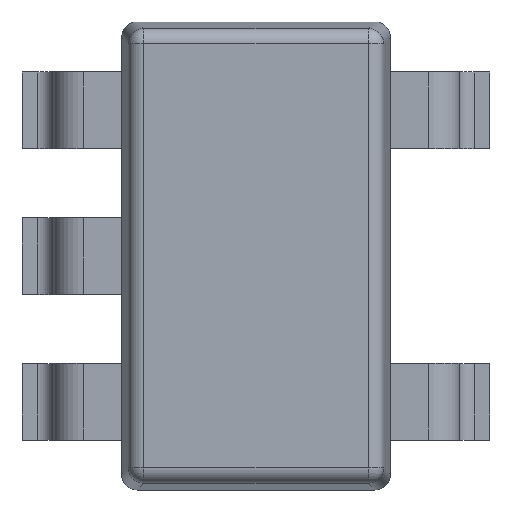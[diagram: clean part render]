
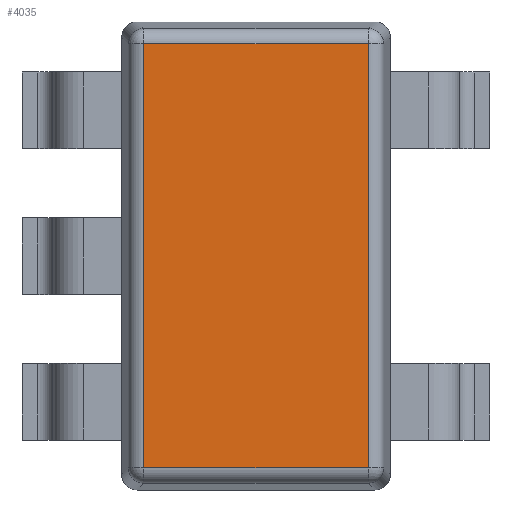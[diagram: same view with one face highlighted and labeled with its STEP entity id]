
A CAD part, top view. The second image highlights one B-rep face of the part: STEP entity #4035.
In plain terms, the highlighted planar face has unit normal (0, 0, 1).
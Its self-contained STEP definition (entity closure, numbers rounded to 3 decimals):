
#3244 = CYLINDRICAL_SURFACE('',#3245,0.1);
#3245 = AXIS2_PLACEMENT_3D('',#3246,#3247,#3248);
#3246 = CARTESIAN_POINT('',(0.143,0.053,1.));
#3247 = DIRECTION('',(0.,1.,0.));
#3248 = DIRECTION('',(-0.995,0.,0.105));
#3365 = CYLINDRICAL_SURFACE('',#3366,0.1);
#3366 = AXIS2_PLACEMENT_3D('',#3367,#3368,#3369);
#3367 = CARTESIAN_POINT('',(0.053,0.143,1.));
#3368 = DIRECTION('',(1.,0.,0.));
#3369 = DIRECTION('',(0.,-0.995,0.105));
#3486 = CYLINDRICAL_SURFACE('',#3487,0.1);
#3487 = AXIS2_PLACEMENT_3D('',#3488,#3489,#3490);
#3488 = CARTESIAN_POINT('',(0.053,2.907,1.));
#3489 = DIRECTION('',(1.,0.,0.));
#3490 = DIRECTION('',(0.,0.995,0.105));
#3562 = CYLINDRICAL_SURFACE('',#3563,0.1);
#3563 = AXIS2_PLACEMENT_3D('',#3564,#3565,#3566);
#3564 = CARTESIAN_POINT('',(1.607,0.053,1.));
#3565 = DIRECTION('',(0.,1.,0.));
#3566 = DIRECTION('',(0.995,0.,0.105));
#3670 = VERTEX_POINT('',#3671);
#3671 = CARTESIAN_POINT('',(0.143,0.143,1.1));
#3699 = EDGE_CURVE('',#3670,#3700,#3702,.T.);
#3700 = VERTEX_POINT('',#3701);
#3701 = CARTESIAN_POINT('',(0.143,2.907,1.1));
#3702 = SURFACE_CURVE('',#3703,(#3707,#3714),.PCURVE_S1.);
#3703 = LINE('',#3704,#3705);
#3704 = CARTESIAN_POINT('',(0.143,0.053,1.1));
#3705 = VECTOR('',#3706,1.);
#3706 = DIRECTION('',(0.,1.,0.));
#3707 = PCURVE('',#3244,#3708);
#3708 = DEFINITIONAL_REPRESENTATION('',(#3709),#3713);
#3709 = LINE('',#3710,#3711);
#3710 = CARTESIAN_POINT('',(1.466,0.));
#3711 = VECTOR('',#3712,1.);
#3712 = DIRECTION('',(0.,1.));
#3713 = ( GEOMETRIC_REPRESENTATION_CONTEXT(2) 
PARAMETRIC_REPRESENTATION_CONTEXT() REPRESENTATION_CONTEXT('2D SPACE',''
  ) );
#3714 = PCURVE('',#3715,#3720);
#3715 = PLANE('',#3716);
#3716 = AXIS2_PLACEMENT_3D('',#3717,#3718,#3719);
#3717 = CARTESIAN_POINT('',(0.,0.,1.1));
#3718 = DIRECTION('',(0.,0.,1.));
#3719 = DIRECTION('',(1.,0.,0.));
#3720 = DEFINITIONAL_REPRESENTATION('',(#3721),#3725);
#3721 = LINE('',#3722,#3723);
#3722 = CARTESIAN_POINT('',(0.143,0.053));
#3723 = VECTOR('',#3724,1.);
#3724 = DIRECTION('',(0.,1.));
#3725 = ( GEOMETRIC_REPRESENTATION_CONTEXT(2) 
PARAMETRIC_REPRESENTATION_CONTEXT() REPRESENTATION_CONTEXT('2D SPACE',''
  ) );
#3783 = VERTEX_POINT('',#3784);
#3784 = CARTESIAN_POINT('',(1.607,0.143,1.1));
#3804 = EDGE_CURVE('',#3670,#3783,#3805,.T.);
#3805 = SURFACE_CURVE('',#3806,(#3810,#3817),.PCURVE_S1.);
#3806 = LINE('',#3807,#3808);
#3807 = CARTESIAN_POINT('',(0.053,0.143,1.1));
#3808 = VECTOR('',#3809,1.);
#3809 = DIRECTION('',(1.,0.,0.));
#3810 = PCURVE('',#3365,#3811);
#3811 = DEFINITIONAL_REPRESENTATION('',(#3812),#3816);
#3812 = LINE('',#3813,#3814);
#3813 = CARTESIAN_POINT('',(4.817,0.));
#3814 = VECTOR('',#3815,1.);
#3815 = DIRECTION('',(0.,1.));
#3816 = ( GEOMETRIC_REPRESENTATION_CONTEXT(2) 
PARAMETRIC_REPRESENTATION_CONTEXT() REPRESENTATION_CONTEXT('2D SPACE',''
  ) );
#3817 = PCURVE('',#3715,#3818);
#3818 = DEFINITIONAL_REPRESENTATION('',(#3819),#3823);
#3819 = LINE('',#3820,#3821);
#3820 = CARTESIAN_POINT('',(0.053,0.143));
#3821 = VECTOR('',#3822,1.);
#3822 = DIRECTION('',(1.,0.));
#3823 = ( GEOMETRIC_REPRESENTATION_CONTEXT(2) 
PARAMETRIC_REPRESENTATION_CONTEXT() REPRESENTATION_CONTEXT('2D SPACE',''
  ) );
#3907 = EDGE_CURVE('',#3700,#3908,#3910,.T.);
#3908 = VERTEX_POINT('',#3909);
#3909 = CARTESIAN_POINT('',(1.607,2.907,1.1));
#3910 = SURFACE_CURVE('',#3911,(#3915,#3922),.PCURVE_S1.);
#3911 = LINE('',#3912,#3913);
#3912 = CARTESIAN_POINT('',(0.053,2.907,1.1));
#3913 = VECTOR('',#3914,1.);
#3914 = DIRECTION('',(1.,0.,0.));
#3915 = PCURVE('',#3486,#3916);
#3916 = DEFINITIONAL_REPRESENTATION('',(#3917),#3921);
#3917 = LINE('',#3918,#3919);
#3918 = CARTESIAN_POINT('',(1.466,0.));
#3919 = VECTOR('',#3920,1.);
#3920 = DIRECTION('',(0.,1.));
#3921 = ( GEOMETRIC_REPRESENTATION_CONTEXT(2) 
PARAMETRIC_REPRESENTATION_CONTEXT() REPRESENTATION_CONTEXT('2D SPACE',''
  ) );
#3922 = PCURVE('',#3715,#3923);
#3923 = DEFINITIONAL_REPRESENTATION('',(#3924),#3928);
#3924 = LINE('',#3925,#3926);
#3925 = CARTESIAN_POINT('',(0.053,2.907));
#3926 = VECTOR('',#3927,1.);
#3927 = DIRECTION('',(1.,0.));
#3928 = ( GEOMETRIC_REPRESENTATION_CONTEXT(2) 
PARAMETRIC_REPRESENTATION_CONTEXT() REPRESENTATION_CONTEXT('2D SPACE',''
  ) );
#3974 = EDGE_CURVE('',#3783,#3908,#3975,.T.);
#3975 = SURFACE_CURVE('',#3976,(#3980,#3987),.PCURVE_S1.);
#3976 = LINE('',#3977,#3978);
#3977 = CARTESIAN_POINT('',(1.607,0.053,1.1));
#3978 = VECTOR('',#3979,1.);
#3979 = DIRECTION('',(0.,1.,0.));
#3980 = PCURVE('',#3562,#3981);
#3981 = DEFINITIONAL_REPRESENTATION('',(#3982),#3986);
#3982 = LINE('',#3983,#3984);
#3983 = CARTESIAN_POINT('',(4.817,0.));
#3984 = VECTOR('',#3985,1.);
#3985 = DIRECTION('',(0.,1.));
#3986 = ( GEOMETRIC_REPRESENTATION_CONTEXT(2) 
PARAMETRIC_REPRESENTATION_CONTEXT() REPRESENTATION_CONTEXT('2D SPACE',''
  ) );
#3987 = PCURVE('',#3715,#3988);
#3988 = DEFINITIONAL_REPRESENTATION('',(#3989),#3993);
#3989 = LINE('',#3990,#3991);
#3990 = CARTESIAN_POINT('',(1.607,0.053));
#3991 = VECTOR('',#3992,1.);
#3992 = DIRECTION('',(0.,1.));
#3993 = ( GEOMETRIC_REPRESENTATION_CONTEXT(2) 
PARAMETRIC_REPRESENTATION_CONTEXT() REPRESENTATION_CONTEXT('2D SPACE',''
  ) );
#4035 = ADVANCED_FACE('',(#4036),#3715,.T.);
#4036 = FACE_BOUND('',#4037,.T.);
#4037 = EDGE_LOOP('',(#4038,#4039,#4040,#4041));
#4038 = ORIENTED_EDGE('',*,*,#3699,.F.);
#4039 = ORIENTED_EDGE('',*,*,#3804,.T.);
#4040 = ORIENTED_EDGE('',*,*,#3974,.T.);
#4041 = ORIENTED_EDGE('',*,*,#3907,.F.);
